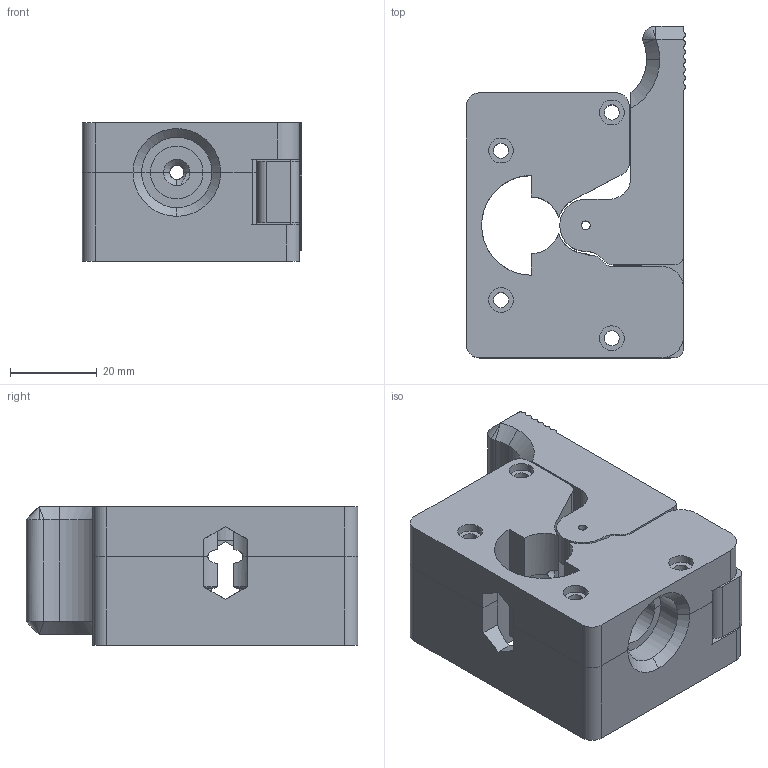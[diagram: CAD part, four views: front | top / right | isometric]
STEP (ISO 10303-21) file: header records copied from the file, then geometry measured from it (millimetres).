
FILE_DESCRIPTION (( 'STEP AP203' ), '1' );
FILE_NAME ('Extruder body PART.STEP', '2021-07-11T13:01:39', ( '' ), ( '' ), 'SwSTEP 2.0', 'SolidWorks 2020', '' );
FILE_SCHEMA (( 'CONFIG_CONTROL_DESIGN' ));
Length unit declared in the file: millimetre
Products named in the file (1): Extruder body PART
Bounding box: 50.5 x 76.4 x 31.94 mm (x, y, z)
Volume: 70939.3 mm3; surface area: 28200.1 mm2
Topology: 3 solids, 3 shells, 379 faces, 1040 edges, 683 vertices
Faces by surface type: cylinder 168, plane 159, cone 29, bspline 23
Entity records: 13496 total; most frequent: CARTESIAN_POINT 3636, ORIENTED_EDGE 2074, DIRECTION 2021, EDGE_CURVE 1037, AXIS2_PLACEMENT_3D 712, VERTEX_POINT 683, VECTOR 597, LINE 597
